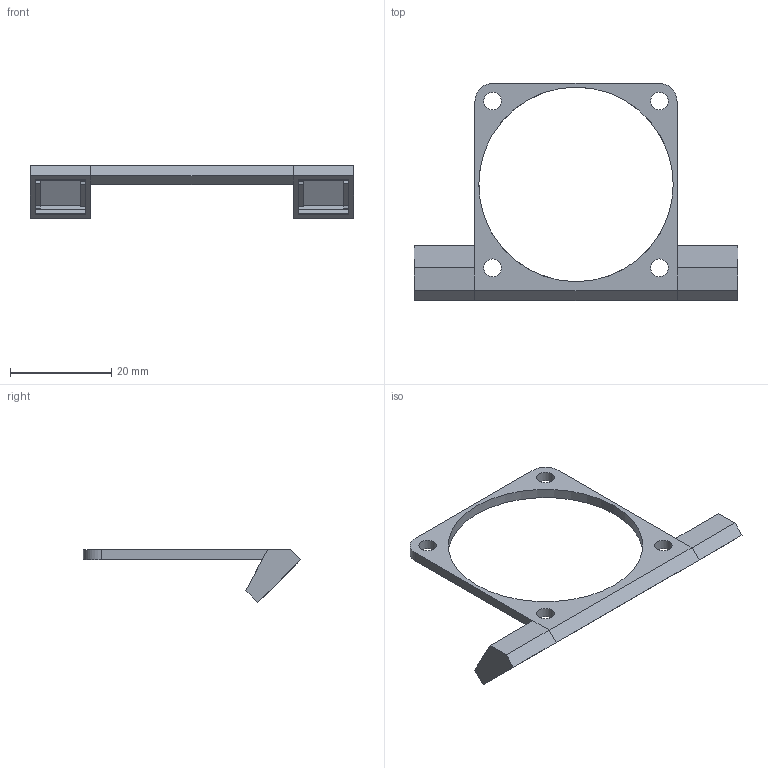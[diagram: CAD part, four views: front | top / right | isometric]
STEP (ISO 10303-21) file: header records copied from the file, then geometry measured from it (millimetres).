
FILE_DESCRIPTION(('FreeCAD Model'),'2;1');
FILE_NAME('Open CASCADE Shape Model','2024-05-05T01:40:34',(''),(''), 'Open CASCADE STEP processor 7.7','FreeCAD','Unknown');
FILE_SCHEMA(('AUTOMOTIVE_DESIGN { 1 0 10303 214 1 1 1 1 }'));
Length unit declared in the file: millimetre
Products named in the file (1): Nozzle_LED-Frame
Bounding box: 64 x 43 x 10.48 mm (x, y, z)
Volume: 1516.5 mm3; surface area: 3126.5 mm2
Topology: 1 solids, 1 shells, 104 faces, 302 edges, 197 vertices
Faces by surface type: plane 92, cylinder 11, cone 1
Full cylindrical faces by diameter (mm): 3.5 x4, 38.5 x1
Entity records: 3449 total; most frequent: CARTESIAN_POINT 658, ORIENTED_EDGE 604, DIRECTION 531, EDGE_CURVE 302, LINE 275, VECTOR 275, VERTEX_POINT 197, AXIS2_PLACEMENT_3D 128
